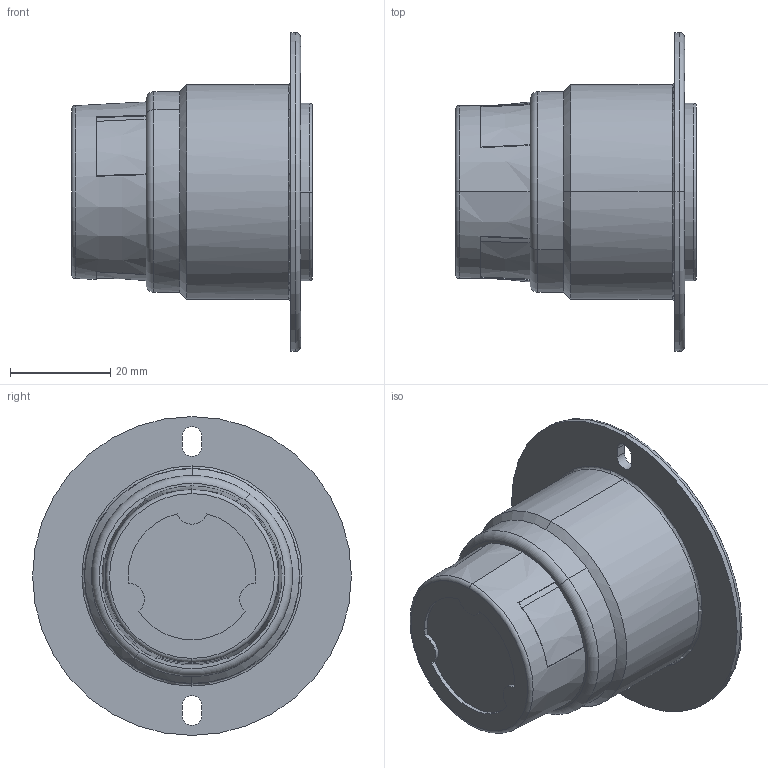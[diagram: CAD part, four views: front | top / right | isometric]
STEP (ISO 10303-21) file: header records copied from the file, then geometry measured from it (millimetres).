
FILE_DESCRIPTION (( 'STEP AP214' ), '1' );
FILE_NAME ('CATSTD-15379-00C-M01.STEP', '2021-05-14T17:07:49', ( '' ), ( '' ), 'SwSTEP 2.0', 'SolidWorks 2020', '' );
FILE_SCHEMA (( 'AUTOMOTIVE_DESIGN' ));
Length unit declared in the file: inch
Products named in the file (1): CATSTD-15379-00C-M01
Bounding box: 47.98 x 63.5 x 63.5 mm (x, y, z)
Volume: 55533.3 mm3; surface area: 18551.2 mm2
Topology: 1 solids, 1 shells, 900 faces, 2538 edges, 1685 vertices
Faces by surface type: plane 818, cylinder 56, cone 14, torus 12
Entity records: 40626 total; most frequent: CARTESIAN_POINT 5442, ORIENTED_EDGE 5076, DIRECTION 4490, EDGE_CURVE 2538, LINE 2348, VECTOR 2348, VERTEX_POINT 1685, AXIS2_PLACEMENT_3D 1071
